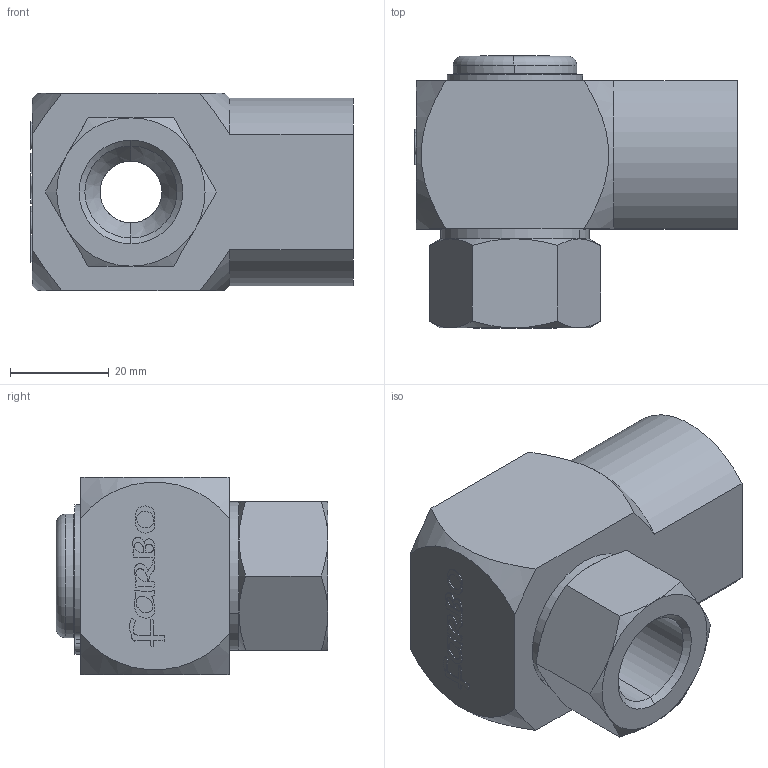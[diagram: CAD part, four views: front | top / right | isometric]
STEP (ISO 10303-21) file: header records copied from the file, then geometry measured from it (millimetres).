
FILE_DESCRIPTION(/* description */ ('VariCAD 2016-1.06 AP-214'),/* implementation_level */ '2;1');
FILE_NAME(/* name */ 'ddf_12-1.stp',/* time_stamp */ '2016-06-16T10:47:07+02:00',/* author */ (''),/* organization */ (''),/* preprocessor_version */ 'ST-DEVELOPER v14',/* originating_system */ 'VariCAD 2016-1.06; kernel version (20130303)',/* authorisation */ '');
FILE_SCHEMA (('AUTOMOTIVE_DESIGN'));
Length unit declared in the file: millimetre
Products named in the file (5): ddf_12-1; DDF 12-1 VU<4>; DDF 12-1 VU<3>; DDF 12-1 VU<2>; DDF 12-1 VU<1>
Assembly tree (4 placements, depth 2):
  ddf_12-1
    DDF 12-1 VU<4>
    DDF 12-1 VU<3>
    DDF 12-1 VU<2>
    DDF 12-1 VU<1>
Bounding box: 65.29 x 55 x 40 mm (x, y, z)
Volume: 70165.4 mm3; surface area: 22583.5 mm2
Topology: 4 solids, 4 shells, 298 faces, 832 edges, 545 vertices
Faces by surface type: cylinder 173, plane 99, cone 24, torus 2
Entity records: 10485 total; most frequent: CARTESIAN_POINT 2466, DIRECTION 1705, ORIENTED_EDGE 1664, EDGE_CURVE 832, AXIS2_PLACEMENT_3D 651, VERTEX_POINT 545, LINE 403, VECTOR 403
